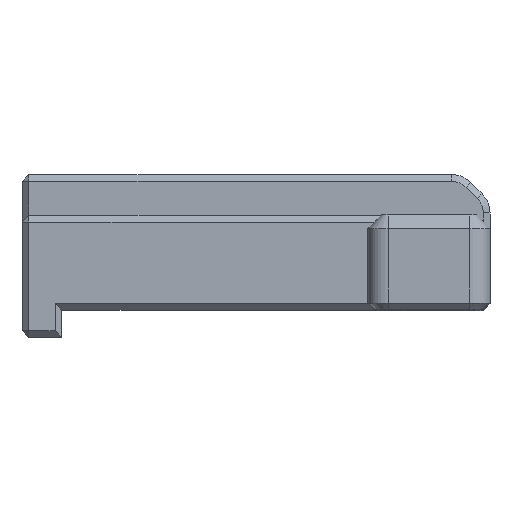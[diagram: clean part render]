
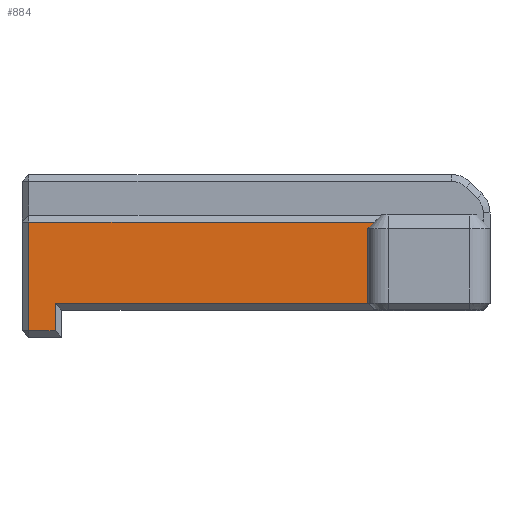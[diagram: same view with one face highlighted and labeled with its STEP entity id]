
A CAD part, top view. The second image highlights one B-rep face of the part: STEP entity #884.
In plain terms, the highlighted planar face has unit normal (0, 0, 1).
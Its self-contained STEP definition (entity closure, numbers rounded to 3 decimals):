
#9 = CARTESIAN_POINT ( 'NONE',  ( -1.75, 8.75, 2.5 ) ) ;
#23 = VECTOR ( 'NONE', #1989, 1000. ) ;
#35 = CARTESIAN_POINT ( 'NONE',  ( -27.063, -1.5, 2.5 ) ) ;
#70 = VERTEX_POINT ( 'NONE', #883 ) ;
#117 = EDGE_CURVE ( 'NONE', #1999, #2241, #1633, .T. ) ;
#164 = VECTOR ( 'NONE', #768, 1000. ) ;
#178 = PLANE ( 'NONE',  #2384 ) ;
#210 = LINE ( 'NONE', #1893, #1096 ) ;
#219 = VECTOR ( 'NONE', #909, 1000. ) ;
#302 = CARTESIAN_POINT ( 'NONE',  ( 0., 0.5, 2.5 ) ) ;
#319 = EDGE_CURVE ( 'NONE', #416, #70, #2407, .T. ) ;
#411 = CARTESIAN_POINT ( 'NONE',  ( -29.5, 6.5, 2.5 ) ) ;
#416 = VERTEX_POINT ( 'NONE', #552 ) ;
#445 = CARTESIAN_POINT ( 'NONE',  ( -27.563, 0.5, 2.5 ) ) ;
#500 = VERTEX_POINT ( 'NONE', #1885 ) ;
#552 = CARTESIAN_POINT ( 'NONE',  ( -4.5, 6., 2.5 ) ) ;
#681 = VERTEX_POINT ( 'NONE', #1415 ) ;
#743 = DIRECTION ( 'NONE',  ( -1., 0., 0. ) ) ;
#768 = DIRECTION ( 'NONE',  ( 0.707, 0.707, 0. ) ) ;
#788 = CARTESIAN_POINT ( 'NONE',  ( 0., 7., 2.5 ) ) ;
#845 = EDGE_CURVE ( 'NONE', #681, #1109, #210, .T. ) ;
#874 = EDGE_CURVE ( 'NONE', #500, #681, #1348, .T. ) ;
#883 = CARTESIAN_POINT ( 'NONE',  ( -4.5, 0.5, 2.5 ) ) ;
#884 = ADVANCED_FACE ( 'NONE', ( #992 ), #178, .F. ) ;
#893 = CARTESIAN_POINT ( 'NONE',  ( -4.5, 7., 2.5 ) ) ;
#909 = DIRECTION ( 'NONE',  ( 1., 0., 0. ) ) ;
#966 = LINE ( 'NONE', #9, #164 ) ;
#992 = FACE_OUTER_BOUND ( 'NONE', #1183, .T. ) ;
#1096 = VECTOR ( 'NONE', #2061, 1000. ) ;
#1102 = DIRECTION ( 'NONE',  ( 0., -1., 0. ) ) ;
#1109 = VERTEX_POINT ( 'NONE', #445 ) ;
#1131 = ORIENTED_EDGE ( 'NONE', *, *, #1259, .T. ) ;
#1183 = EDGE_LOOP ( 'NONE', ( #1354, #2070, #1619, #2270, #1614, #1131, #1726 ) ) ;
#1244 = CARTESIAN_POINT ( 'NONE',  ( -29.5, -2., 2.5 ) ) ;
#1259 = EDGE_CURVE ( 'NONE', #1109, #70, #1995, .T. ) ;
#1348 = LINE ( 'NONE', #35, #2031 ) ;
#1354 = ORIENTED_EDGE ( 'NONE', *, *, #1786, .T. ) ;
#1415 = CARTESIAN_POINT ( 'NONE',  ( -27.563, -1.5, 2.5 ) ) ;
#1585 = CARTESIAN_POINT ( 'NONE',  ( -4., 6.5, 2.5 ) ) ;
#1593 = EDGE_CURVE ( 'NONE', #2241, #500, #1956, .T. ) ;
#1614 = ORIENTED_EDGE ( 'NONE', *, *, #845, .T. ) ;
#1619 = ORIENTED_EDGE ( 'NONE', *, *, #1593, .T. ) ;
#1633 = LINE ( 'NONE', #2408, #2025 ) ;
#1718 = DIRECTION ( 'NONE',  ( 1., 0., 0. ) ) ;
#1726 = ORIENTED_EDGE ( 'NONE', *, *, #319, .F. ) ;
#1740 = DIRECTION ( 'NONE',  ( 0., 0., -1. ) ) ;
#1786 = EDGE_CURVE ( 'NONE', #416, #1999, #966, .T. ) ;
#1841 = DIRECTION ( 'NONE',  ( -1., 0., 0. ) ) ;
#1885 = CARTESIAN_POINT ( 'NONE',  ( -29.5, -1.5, 2.5 ) ) ;
#1893 = CARTESIAN_POINT ( 'NONE',  ( -27.563, 0., 2.5 ) ) ;
#1956 = LINE ( 'NONE', #1244, #2017 ) ;
#1989 = DIRECTION ( 'NONE',  ( 0., -1., 0. ) ) ;
#1995 = LINE ( 'NONE', #302, #219 ) ;
#1999 = VERTEX_POINT ( 'NONE', #1585 ) ;
#2017 = VECTOR ( 'NONE', #1102, 1000. ) ;
#2025 = VECTOR ( 'NONE', #1841, 1000. ) ;
#2031 = VECTOR ( 'NONE', #1718, 1000. ) ;
#2061 = DIRECTION ( 'NONE',  ( 0., 1., 0. ) ) ;
#2070 = ORIENTED_EDGE ( 'NONE', *, *, #117, .T. ) ;
#2241 = VERTEX_POINT ( 'NONE', #411 ) ;
#2270 = ORIENTED_EDGE ( 'NONE', *, *, #874, .T. ) ;
#2384 = AXIS2_PLACEMENT_3D ( 'NONE', #788, #1740, #743 ) ;
#2407 = LINE ( 'NONE', #893, #23 ) ;
#2408 = CARTESIAN_POINT ( 'NONE',  ( -30., 6.5, 2.5 ) ) ;
